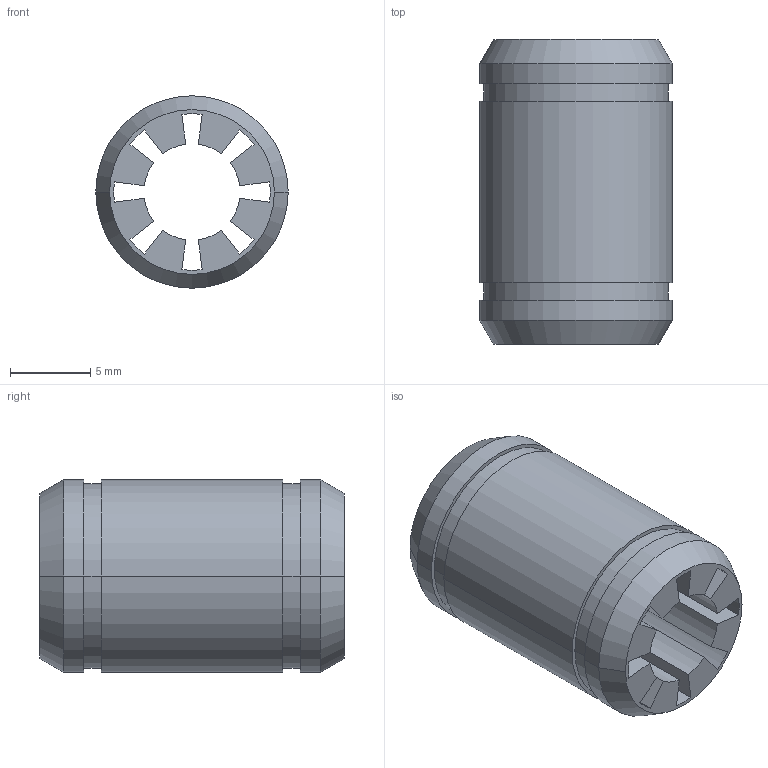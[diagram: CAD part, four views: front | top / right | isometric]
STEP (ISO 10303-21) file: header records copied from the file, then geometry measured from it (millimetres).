
FILE_DESCRIPTION(('FreeCAD Model'),'2;1');
FILE_NAME( 'rjmp0106-linear-bearing.step', '2014-10-28T04:08:42',('FreeCAD'),('FreeCAD'), 'Open CASCADE STEP processor 6.5','FreeCAD','Unknown');
FILE_SCHEMA(('AUTOMOTIVE_DESIGN_CC2 { 1 2 10303 214 -1 1 5 4 }'));
Length unit declared in the file: millimetre
Products named in the file (1): rjmp0106-linear-bearing
Bounding box: 12 x 19 x 12 mm (x, y, z)
Volume: 1250.9 mm3; surface area: 1838.7 mm2
Topology: 1 solids, 1 shells, 52 faces, 134 edges, 88 vertices
Faces by surface type: cylinder 26, plane 22, cone 4
Entity records: 4338 total; most frequent: CARTESIAN_POINT 1487, DIRECTION 414, ORIENTED_EDGE 268, PCURVE 268, DEFINITIONAL_REPRESENTATION 268, LINE 174, VECTOR 174, EDGE_CURVE 134
